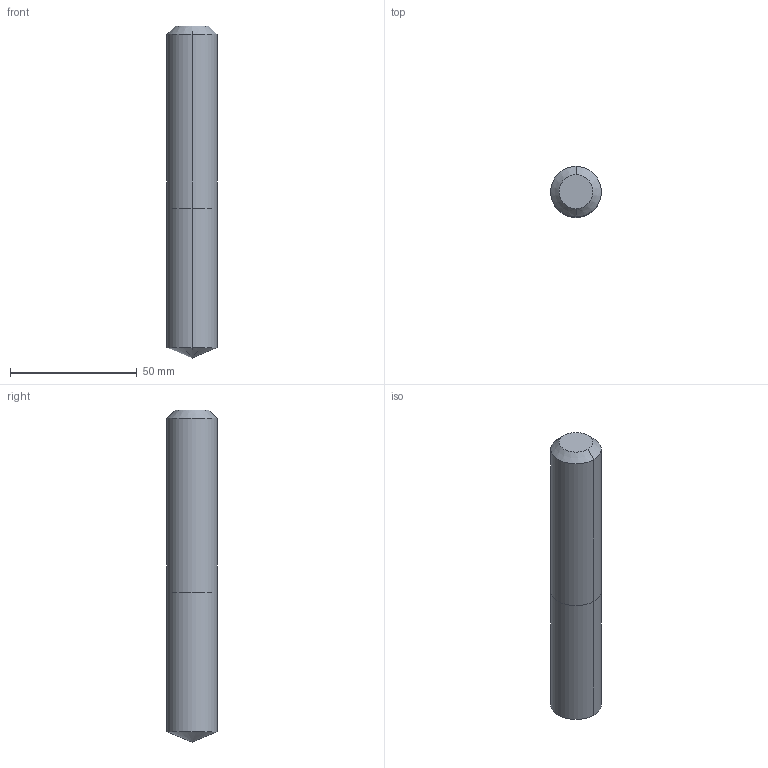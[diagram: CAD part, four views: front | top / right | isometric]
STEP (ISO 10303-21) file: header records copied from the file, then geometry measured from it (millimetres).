
FILE_DESCRIPTION(('STEP AP214'),'1');
FILE_NAME('607883824-000-00-E43.stp','2022-12-15T14:05:12',(' '),(' '),'Spatial InterOp 3D',' ',' ');
FILE_SCHEMA(('AUTOMOTIVE_DESIGN { 1 0 10303 214 1 1 1 1 }'));
Length unit declared in the file: millimetre
Products named in the file (1): 1
Bounding box: 20 x 20 x 131 mm (x, y, z)
Volume: 39982.9 mm3; surface area: 9117.6 mm2
Topology: 2 solids, 2 shells, 11 faces, 31 edges, 33 vertices
Faces by surface type: cone 4, cylinder 4, plane 3
Entity records: 513 total; most frequent: DIRECTION 69, CARTESIAN_POINT 57, ORIENTED_EDGE 36, AXIS2_PLACEMENT_3D 27, STYLED_ITEM 22, PRESENTATION_STYLE_ASSIGNMENT 22, COLOUR_RGB 22, LINE 19
